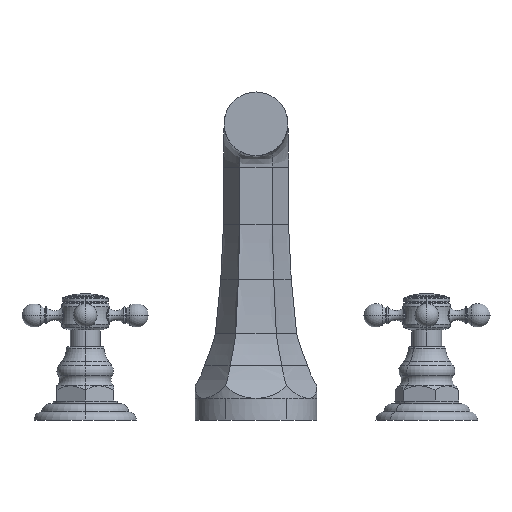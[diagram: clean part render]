
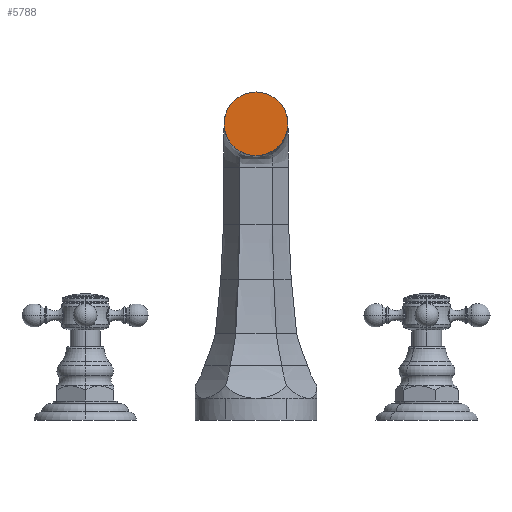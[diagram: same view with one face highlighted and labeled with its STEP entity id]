
A CAD part, front view. The second image highlights one B-rep face of the part: STEP entity #5788.
In plain terms, the highlighted planar face has unit normal (0, -1, 0).
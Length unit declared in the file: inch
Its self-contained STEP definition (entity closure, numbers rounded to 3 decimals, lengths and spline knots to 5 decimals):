
#1800=CARTESIAN_POINT('',(0.3675,-7.645,6.19047));
#1801=CARTESIAN_POINT('',(0.39219,-7.645,6.20472));
#1802=CARTESIAN_POINT('',(0.4399,-7.645,6.23611));
#1803=CARTESIAN_POINT('',(0.50553,-7.645,6.29117));
#1804=CARTESIAN_POINT('',(0.56431,-7.645,6.35348));
#1805=CARTESIAN_POINT('',(0.61547,-7.645,6.4222));
#1806=CARTESIAN_POINT('',(0.6583,-7.645,6.49639));
#1807=CARTESIAN_POINT('',(0.69223,-7.645,6.57505));
#1808=CARTESIAN_POINT('',(0.7168,-7.645,6.65711));
#1809=CARTESIAN_POINT('',(0.73168,-7.645,6.74148));
#1810=CARTESIAN_POINT('',(0.735,-7.645,6.79849));
#1811=CARTESIAN_POINT('',(0.735,-7.645,6.827));
#1816=CARTESIAN_POINT('',(-0.3675,-7.645,6.19047));
#1817=CARTESIAN_POINT('',(-0.34281,-7.645,6.17622));
#1818=CARTESIAN_POINT('',(-0.29178,-7.645,6.15059));
#1819=CARTESIAN_POINT('',(-0.21128,-7.645,6.12129));
#1820=CARTESIAN_POINT('',(-0.12792,-7.645,6.10153));
#1821=CARTESIAN_POINT('',(-0.04283,-7.645,6.09159));
#1822=CARTESIAN_POINT('',(0.04283,-7.645,6.09159));
#1823=CARTESIAN_POINT('',(0.12792,-7.645,6.10153));
#1824=CARTESIAN_POINT('',(0.21128,-7.645,6.12129));
#1825=CARTESIAN_POINT('',(0.29178,-7.645,6.15059));
#1826=CARTESIAN_POINT('',(0.34281,-7.645,6.17622));
#1827=CARTESIAN_POINT('',(0.3675,-7.645,6.19047));
#1832=CARTESIAN_POINT('',(-0.735,-7.645,6.827));
#1833=CARTESIAN_POINT('',(-0.735,-7.645,6.79849));
#1834=CARTESIAN_POINT('',(-0.73168,-7.645,6.74148));
#1835=CARTESIAN_POINT('',(-0.7168,-7.645,6.65711));
#1836=CARTESIAN_POINT('',(-0.69223,-7.645,6.57505));
#1837=CARTESIAN_POINT('',(-0.6583,-7.645,6.49639));
#1838=CARTESIAN_POINT('',(-0.61547,-7.645,6.4222));
#1839=CARTESIAN_POINT('',(-0.56431,-7.645,6.35348));
#1840=CARTESIAN_POINT('',(-0.50553,-7.645,6.29117));
#1841=CARTESIAN_POINT('',(-0.4399,-7.645,6.23611));
#1842=CARTESIAN_POINT('',(-0.39219,-7.645,6.20472));
#1843=CARTESIAN_POINT('',(-0.3675,-7.645,6.19047));
#1848=CARTESIAN_POINT('',(-0.3675,-7.645,7.46353));
#1849=CARTESIAN_POINT('',(-0.39219,-7.645,7.44928));
#1850=CARTESIAN_POINT('',(-0.4399,-7.645,7.41789));
#1851=CARTESIAN_POINT('',(-0.50553,-7.645,7.36283));
#1852=CARTESIAN_POINT('',(-0.56431,-7.645,7.30052));
#1853=CARTESIAN_POINT('',(-0.61547,-7.645,7.2318));
#1854=CARTESIAN_POINT('',(-0.6583,-7.645,7.15761));
#1855=CARTESIAN_POINT('',(-0.69223,-7.645,7.07895));
#1856=CARTESIAN_POINT('',(-0.7168,-7.645,6.99689));
#1857=CARTESIAN_POINT('',(-0.73168,-7.645,6.91252));
#1858=CARTESIAN_POINT('',(-0.735,-7.645,6.85551));
#1859=CARTESIAN_POINT('',(-0.735,-7.645,6.827));
#1864=CARTESIAN_POINT('',(0.3675,-7.645,7.46353));
#1865=CARTESIAN_POINT('',(0.34281,-7.645,7.47778));
#1866=CARTESIAN_POINT('',(0.29178,-7.645,7.50341));
#1867=CARTESIAN_POINT('',(0.21128,-7.645,7.53271));
#1868=CARTESIAN_POINT('',(0.12792,-7.645,7.55247));
#1869=CARTESIAN_POINT('',(0.04283,-7.645,7.56241));
#1870=CARTESIAN_POINT('',(-0.04283,-7.645,7.56241));
#1871=CARTESIAN_POINT('',(-0.12792,-7.645,7.55247));
#1872=CARTESIAN_POINT('',(-0.21128,-7.645,7.53271));
#1873=CARTESIAN_POINT('',(-0.29178,-7.645,7.50341));
#1874=CARTESIAN_POINT('',(-0.34281,-7.645,7.47778));
#1875=CARTESIAN_POINT('',(-0.3675,-7.645,7.46353));
#1880=CARTESIAN_POINT('',(0.735,-7.645,6.827));
#1881=CARTESIAN_POINT('',(0.735,-7.645,6.85551));
#1882=CARTESIAN_POINT('',(0.73168,-7.645,6.91252));
#1883=CARTESIAN_POINT('',(0.7168,-7.645,6.99689));
#1884=CARTESIAN_POINT('',(0.69223,-7.645,7.07895));
#1885=CARTESIAN_POINT('',(0.6583,-7.645,7.15761));
#1886=CARTESIAN_POINT('',(0.61547,-7.645,7.2318));
#1887=CARTESIAN_POINT('',(0.56431,-7.645,7.30052));
#1888=CARTESIAN_POINT('',(0.50553,-7.645,7.36283));
#1889=CARTESIAN_POINT('',(0.4399,-7.645,7.41789));
#1890=CARTESIAN_POINT('',(0.39219,-7.645,7.44928));
#1891=CARTESIAN_POINT('',(0.3675,-7.645,7.46353));
#1956=VERTEX_POINT('',#1800);
#1957=VERTEX_POINT('',#1811);
#1958=VERTEX_POINT('',#1891);
#1959=VERTEX_POINT('',#1875);
#1960=VERTEX_POINT('',#1859);
#1961=VERTEX_POINT('',#1843);
#5775=CARTESIAN_POINT('',(0.,-7.645,6.827));
#5776=DIRECTION('',(0.,-1.,0.));
#5777=DIRECTION('',(0.,0.,1.));
#5778=AXIS2_PLACEMENT_3D('',#5775,#5776,#5777);
#5779=PLANE('',#5778);
#5780=ORIENTED_EDGE('',*,*,#5437,.F.);
#5781=ORIENTED_EDGE('',*,*,#5503,.F.);
#5782=ORIENTED_EDGE('',*,*,#5568,.F.);
#5783=ORIENTED_EDGE('',*,*,#5633,.F.);
#5784=ORIENTED_EDGE('',*,*,#5698,.F.);
#5785=ORIENTED_EDGE('',*,*,#5762,.F.);
#5786=EDGE_LOOP('',(#5780,#5781,#5782,#5783,#5784,#5785));
#5787=FACE_OUTER_BOUND('',#5786,.F.);
#1812=B_SPLINE_CURVE_WITH_KNOTS('',3,(#1800,#1801,#1802,#1803,#1804,#1805,#1806,
#1807,#1808,#1809,#1810,#1811),.UNSPECIFIED.,.F.,.F.,(4,1,1,1,1,1,1,1,1,4),
(0.,0.11111,0.22222,0.33333,0.44444,
0.55556,0.66667,0.77778,0.88889,1.),
.UNSPECIFIED.);
#1828=B_SPLINE_CURVE_WITH_KNOTS('',3,(#1816,#1817,#1818,#1819,#1820,#1821,#1822,
#1823,#1824,#1825,#1826,#1827),.UNSPECIFIED.,.F.,.F.,(4,1,1,1,1,1,1,1,1,4),
(0.,0.11111,0.22222,0.33333,0.44444,
0.55556,0.66667,0.77778,0.88889,1.),
.UNSPECIFIED.);
#1844=B_SPLINE_CURVE_WITH_KNOTS('',3,(#1832,#1833,#1834,#1835,#1836,#1837,#1838,
#1839,#1840,#1841,#1842,#1843),.UNSPECIFIED.,.F.,.F.,(4,1,1,1,1,1,1,1,1,4),
(0.,0.11111,0.22222,0.33333,0.44444,
0.55556,0.66667,0.77778,0.88889,1.),
.UNSPECIFIED.);
#1860=B_SPLINE_CURVE_WITH_KNOTS('',3,(#1848,#1849,#1850,#1851,#1852,#1853,#1854,
#1855,#1856,#1857,#1858,#1859),.UNSPECIFIED.,.F.,.F.,(4,1,1,1,1,1,1,1,1,4),
(0.,0.11111,0.22222,0.33333,0.44444,
0.55556,0.66667,0.77778,0.88889,1.),
.UNSPECIFIED.);
#1876=B_SPLINE_CURVE_WITH_KNOTS('',3,(#1864,#1865,#1866,#1867,#1868,#1869,#1870,
#1871,#1872,#1873,#1874,#1875),.UNSPECIFIED.,.F.,.F.,(4,1,1,1,1,1,1,1,1,4),
(0.,0.11111,0.22222,0.33333,0.44444,
0.55556,0.66667,0.77778,0.88889,1.),
.UNSPECIFIED.);
#1892=B_SPLINE_CURVE_WITH_KNOTS('',3,(#1880,#1881,#1882,#1883,#1884,#1885,#1886,
#1887,#1888,#1889,#1890,#1891),.UNSPECIFIED.,.F.,.F.,(4,1,1,1,1,1,1,1,1,4),
(0.,0.11111,0.22222,0.33333,0.44444,
0.55556,0.66667,0.77778,0.88889,1.),
.UNSPECIFIED.);
#5437=EDGE_CURVE('',#1956,#1957,#1812,.T.);
#5503=EDGE_CURVE('',#1961,#1956,#1828,.T.);
#5568=EDGE_CURVE('',#1960,#1961,#1844,.T.);
#5633=EDGE_CURVE('',#1959,#1960,#1860,.T.);
#5698=EDGE_CURVE('',#1958,#1959,#1876,.T.);
#5762=EDGE_CURVE('',#1957,#1958,#1892,.T.);
#5788=ADVANCED_FACE('',(#5787),#5779,.T.);
